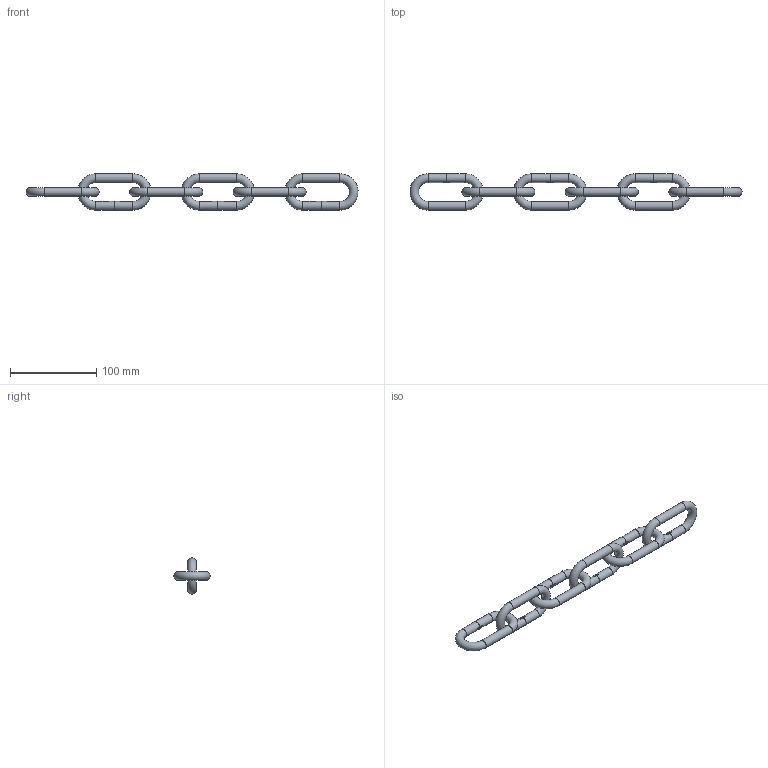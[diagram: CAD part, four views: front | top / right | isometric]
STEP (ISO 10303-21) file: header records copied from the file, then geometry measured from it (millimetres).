
FILE_DESCRIPTION (( 'STEP AP203' ), '1' );
FILE_NAME ('101100004.step', '2021-11-23T14:43:01', ( '' ), ( '' ), 'SwSTEP 2.0', 'SolidWorks 2018', '' );
FILE_SCHEMA (( 'CONFIG_CONTROL_DESIGN' ));
Length unit declared in the file: millimetre
Products named in the file (8): 101100004 Teil1; 101100004; 101100004 Teil1_101100004
Assembly tree (6 placements, depth 2):
  101100004 Teil1
  101100004 Teil1
  101100004
    101100004 Teil1_101100004  x6
  101100004 Teil1
  101100004 Teil1
Bounding box: 384.91 x 42 x 42 mm (x, y, z)
Volume: 87900.1 mm3; surface area: 35183.3 mm2
Topology: 6 solids, 6 shells, 1242 faces, 3246 edges, 2154 vertices
Faces by surface type: bspline 594, plane 468, cylinder 168, torus 12
Full cylindrical faces by diameter (mm): 10 x18
Entity records: 11531 total; most frequent: CARTESIAN_POINT 6298, ORIENTED_EDGE 1072, DIRECTION 639, EDGE_CURVE 536, VERTEX_POINT 359, VECTOR 247, LINE 247, EDGE_LOOP 237
